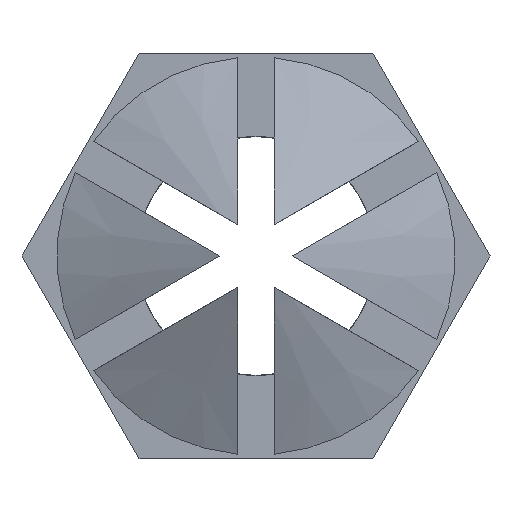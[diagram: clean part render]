
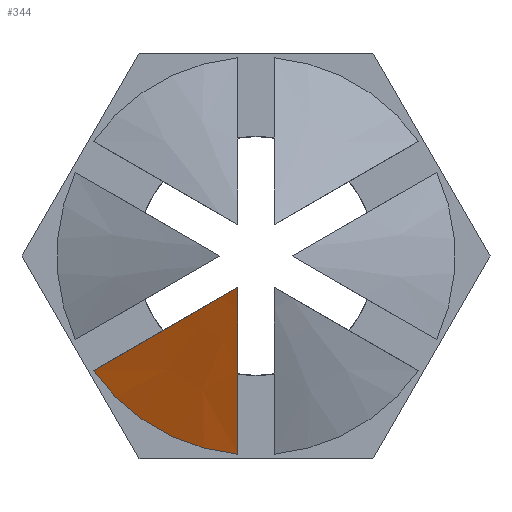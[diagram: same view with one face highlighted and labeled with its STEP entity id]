
A CAD part, front view. The second image highlights one B-rep face of the part: STEP entity #344.
In plain terms, the highlighted conical face has half-angle 66.425 degrees and reference radius 2291.67 mm.
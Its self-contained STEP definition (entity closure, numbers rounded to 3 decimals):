
#33 = VERTEX_POINT ( 'NONE', #1836 ) ;
#41 = EDGE_LOOP ( 'NONE', ( #1359, #2417, #2015 ) ) ;
#60 = CARTESIAN_POINT ( 'NONE',  ( -1.915, -8.966, -1.394 ) ) ;
#175 = CARTESIAN_POINT ( 'NONE',  ( -0.25, -9.381, -1.397 ) ) ;
#215 = AXIS2_PLACEMENT_3D ( 'NONE', #1073, #497, #890 ) ;
#264 = CARTESIAN_POINT ( 'NONE',  ( -2.247, -8.8, -1.586 ) ) ;
#273 = EDGE_CURVE ( 'NONE', #33, #1030, #2016, .T. ) ;
#344 = ADVANCED_FACE ( 'NONE', ( #1871 ), #2387, .T. ) ;
#497 = DIRECTION ( 'NONE',  ( 0., 1., 0. ) ) ;
#625 = CARTESIAN_POINT ( 'NONE',  ( -0.25, -9.782, -0.433 ) ) ;
#750 = CARTESIAN_POINT ( 'NONE',  ( -0.25, -9.708, -0.628 ) ) ;
#754 = EDGE_CURVE ( 'NONE', #1030, #867, #1295, .T. ) ;
#785 = CARTESIAN_POINT ( 'NONE',  ( -0.25, -8.8, -2.739 ) ) ;
#812 = CARTESIAN_POINT ( 'NONE',  ( -0.25, -9.782, -0.433 ) ) ;
#858 = EDGE_CURVE ( 'NONE', #867, #33, #2363, .T. ) ;
#867 = VERTEX_POINT ( 'NONE', #625 ) ;
#890 = DIRECTION ( 'NONE',  ( 0., 0., 1. ) ) ;
#946 = CARTESIAN_POINT ( 'NONE',  ( -0.25, -9.626, -0.821 ) ) ;
#1012 = CARTESIAN_POINT ( 'NONE',  ( -0.419, -9.708, -0.531 ) ) ;
#1023 = CARTESIAN_POINT ( 'NONE',  ( 0., -8.8, 0. ) ) ;
#1030 = VERTEX_POINT ( 'NONE', #1964 ) ;
#1073 = CARTESIAN_POINT ( 'NONE',  ( 0., 990., 0. ) ) ;
#1149 = AXIS2_PLACEMENT_3D ( 'NONE', #1023, #2018, #1842 ) ;
#1174 = CARTESIAN_POINT ( 'NONE',  ( -0.25, -9.463, -1.205 ) ) ;
#1188 = CARTESIAN_POINT ( 'NONE',  ( -0.919, -9.463, -0.819 ) ) ;
#1295 = B_SPLINE_CURVE_WITH_KNOTS ( 'NONE', 3,
 ( #785, #1362, #1330, #175, #1174, #946, #750, #1732 ),
 .UNSPECIFIED., .F., .F.,
 ( 4, 2, 2, 4 ),
 ( 0.006, 0.007, 0.008, 0.009 ),
 .UNSPECIFIED. ) ;
#1330 = CARTESIAN_POINT ( 'NONE',  ( -0.25, -9.133, -1.972 ) ) ;
#1359 = ORIENTED_EDGE ( 'NONE', *, *, #754, .T. ) ;
#1362 = CARTESIAN_POINT ( 'NONE',  ( -0.25, -8.966, -2.356 ) ) ;
#1376 = CARTESIAN_POINT ( 'NONE',  ( -1.583, -9.133, -1.203 ) ) ;
#1607 = CARTESIAN_POINT ( 'NONE',  ( -0.586, -9.626, -0.627 ) ) ;
#1732 = CARTESIAN_POINT ( 'NONE',  ( -0.25, -9.782, -0.433 ) ) ;
#1836 = CARTESIAN_POINT ( 'NONE',  ( -2.247, -8.8, -1.586 ) ) ;
#1842 = DIRECTION ( 'NONE',  ( 0., 0., -1. ) ) ;
#1871 = FACE_OUTER_BOUND ( 'NONE', #41, .T. ) ;
#1964 = CARTESIAN_POINT ( 'NONE',  ( -0.25, -8.8, -2.739 ) ) ;
#2015 = ORIENTED_EDGE ( 'NONE', *, *, #273, .T. ) ;
#2016 = CIRCLE ( 'NONE', #1149, 2.75 ) ;
#2018 = DIRECTION ( 'NONE',  ( 0., -1., 0. ) ) ;
#2363 = B_SPLINE_CURVE_WITH_KNOTS ( 'NONE', 3,
 ( #812, #1012, #1607, #1188, #2404, #1376, #60, #264 ),
 .UNSPECIFIED., .F., .F.,
 ( 4, 2, 2, 4 ),
 ( 0., 0.001, 0.001, 0.003 ),
 .UNSPECIFIED. ) ;
#2387 = CONICAL_SURFACE ( 'NONE', #215, 2291.667, 1.159 ) ;
#2404 = CARTESIAN_POINT ( 'NONE',  ( -1.085, -9.381, -0.915 ) ) ;
#2417 = ORIENTED_EDGE ( 'NONE', *, *, #858, .T. ) ;
